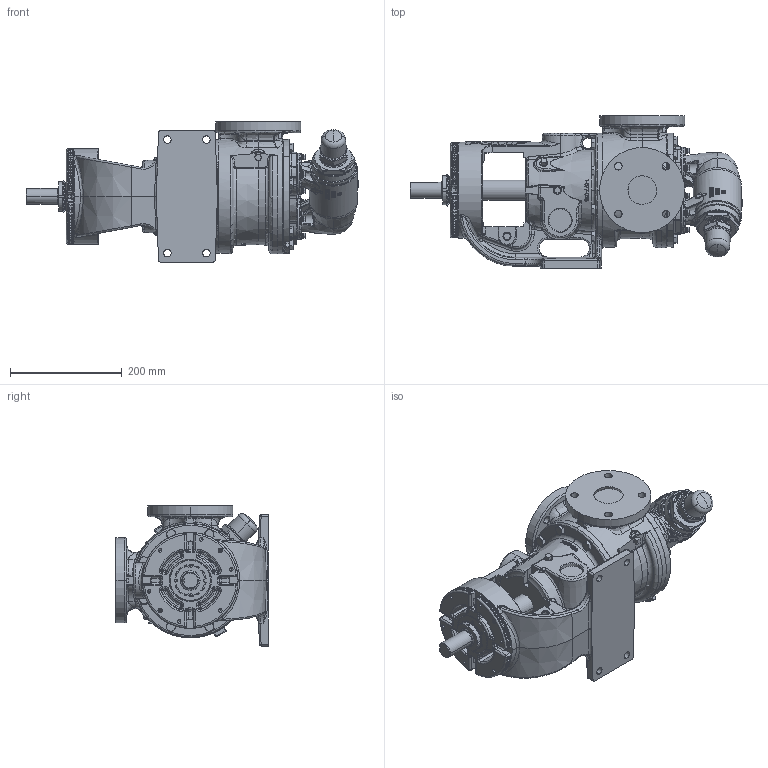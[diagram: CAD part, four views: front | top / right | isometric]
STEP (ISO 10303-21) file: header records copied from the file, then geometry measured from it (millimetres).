
FILE_DESCRIPTION (( 'STEP AP214' ), '1' );
FILE_NAME ('K223A.STEP', '2016-10-07T18:11:39', ( '' ), ( '' ), 'SwSTEP 2.0', 'SolidWorks 2015', '' );
FILE_SCHEMA (( 'AUTOMOTIVE_DESIGN' ));
Length unit declared in the file: inch
Products named in the file (2): K223A
Bounding box: 594.63 x 273.05 x 250.82 mm (x, y, z)
Volume: 11048051.9 mm3; surface area: 687843.8 mm2
Topology: 1 solids, 1 shells, 4487 faces, 11503 edges, 7028 vertices
Faces by surface type: plane 1402, bspline 1209, cone 785, cylinder 729, torus 246, sphere 116
Entity records: 281045 total; most frequent: CARTESIAN_POINT 151282, ORIENTED_EDGE 22694, DIRECTION 17538, EDGE_CURVE 11347, AXIS2_PLACEMENT_3D 7091, VERTEX_POINT 7017, EDGE_LOOP 4730, ADVANCED_FACE 4487
